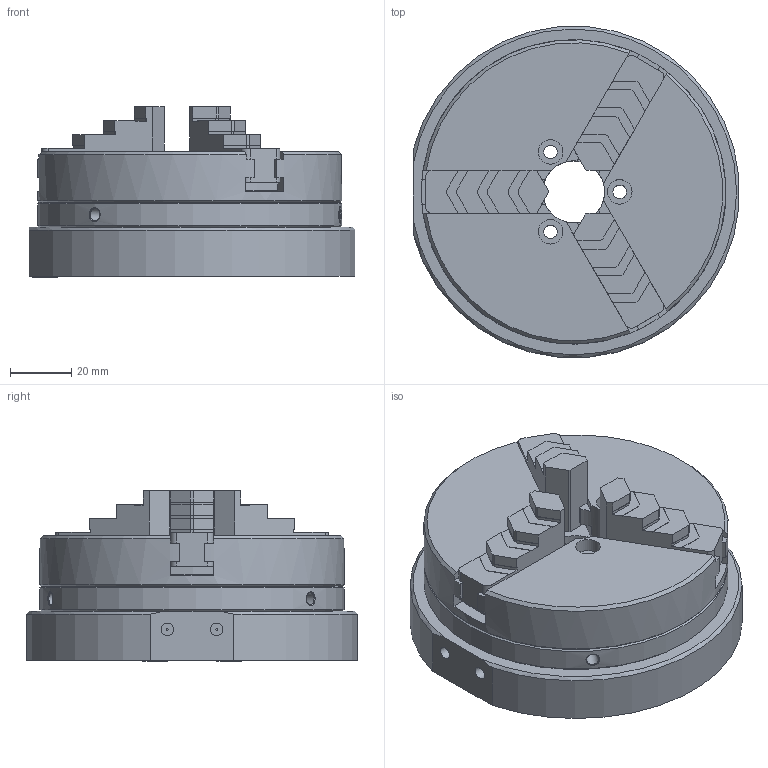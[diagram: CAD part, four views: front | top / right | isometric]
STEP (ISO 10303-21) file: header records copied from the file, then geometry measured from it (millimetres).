
FILE_DESCRIPTION(/* description */ (''),/* implementation_level */ '2;1');
FILE_NAME(/* name */ 'PSF100_vereinfacht.stp',/* time_stamp */ '2021-07-09T10:38:28+02:00',/* author */ ('MKoch'),/* organization */ (''),/* preprocessor_version */ 'ST-DEVELOPER v15.2',/* originating_system */ 'Autodesk Inventor 2014',/* authorisation */ '');
FILE_SCHEMA (('CONFIG_CONTROL_DESIGN'));
Length unit declared in the file: millimetre
Products named in the file (10): Grundkörper oben; Futterkörper; Grundkörper unten; Spannring_für_Verzahnung; DIN 912 - M3 x 0,5 x 12 x 10,75; DIN 912 - M3 x 0,5 x 20 x 18,75; Gewindestift bearbeitet; Dichtung Anschluss unten; DBF100_00-14 Spannbacken 1; PSF100_vereinfacht
Assembly tree (30 placements, depth 2):
  PSF100_vereinfacht
    Grundkörper oben
    Futterkörper
    Grundkörper unten
    Spannring_für_Verzahnung
    DIN 912 - M3 x 0,5 x 12 x 10,75  x14
    DIN 912 - M3 x 0,5 x 20 x 18,75  x6
    Gewindestift bearbeitet
    Dichtung Anschluss unten  x2
    DBF100_00-14 Spannbacken 1  x3
Bounding box: 106.04 x 107.62 x 55.4 mm (x, y, z)
Volume: 259665.6 mm3; surface area: 109676.2 mm2
Topology: 30 solids, 30 shells, 737 faces, 1835 edges, 1198 vertices
Faces by surface type: plane 456, cylinder 172, cone 63, torus 42, bspline 3, sphere 1
Full cylindrical faces by diameter (mm): 0.5 x2, 2.459 x17, 3 x20, 3.2 x14, 3.4 x3, 4 x2, 4.134 x4, 4.4 x6, 4.917 x1, 5 x3, 5.5 x20, 6 x18, 8 x7, 20.2 x1, 24 x2, 38 x2, 42 x2, 44 x1, 47 x1, 49 x2, 65 x1, 73 x2, 75 x1, 85 x1, 85.5 x1, 86.54 x1, 88 x1, 90 x1, 91 x1, 99 x2
Entity records: 11390 total; most frequent: CARTESIAN_POINT 2611, DIRECTION 1828, ORIENTED_EDGE 1538, EDGE_CURVE 755, AXIS2_PLACEMENT_3D 732, EDGE_LOOP 605, VERTEX_POINT 562, LINE 364
